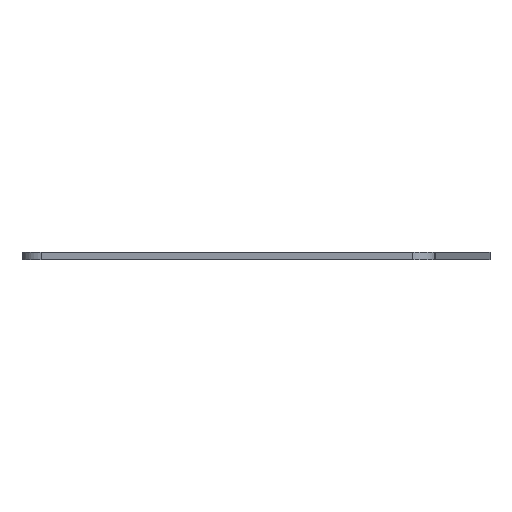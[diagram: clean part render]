
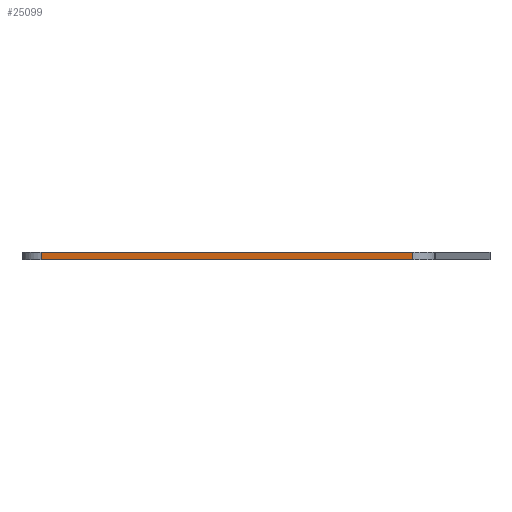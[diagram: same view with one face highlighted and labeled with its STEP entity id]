
A CAD part, left-side view. The second image highlights one B-rep face of the part: STEP entity #25099.
In plain terms, the highlighted planar face has unit normal (-0.99, 0.144, 0).
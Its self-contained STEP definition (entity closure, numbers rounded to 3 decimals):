
#83 = PLANE('',#84);
#84 = AXIS2_PLACEMENT_3D('',#85,#86,#87);
#85 = CARTESIAN_POINT('',(213.193,-128.875,1.6));
#86 = DIRECTION('',(-0.,-0.,-1.));
#87 = DIRECTION('',(-1.,0.,0.));
#137 = PLANE('',#138);
#138 = AXIS2_PLACEMENT_3D('',#139,#140,#141);
#139 = CARTESIAN_POINT('',(213.193,-128.875,0.));
#140 = DIRECTION('',(-0.,-0.,-1.));
#141 = DIRECTION('',(-1.,0.,0.));
#681 = VERTEX_POINT('',#682);
#682 = CARTESIAN_POINT('',(48.389,-164.667,0.));
#701 = CYLINDRICAL_SURFACE('',#702,5.);
#702 = AXIS2_PLACEMENT_3D('',#703,#704,#705);
#703 = CARTESIAN_POINT('',(53.389,-164.669,0.));
#704 = DIRECTION('',(-0.,-0.,-1.));
#705 = DIRECTION('',(1.,0.,-0.));
#713 = EDGE_CURVE('',#681,#714,#716,.T.);
#714 = VERTEX_POINT('',#715);
#715 = CARTESIAN_POINT('',(60.498,-81.764,0.));
#716 = SURFACE_CURVE('',#717,(#721,#728),.PCURVE_S1.);
#717 = LINE('',#718,#719);
#718 = CARTESIAN_POINT('',(48.389,-164.667,0.));
#719 = VECTOR('',#720,1.);
#720 = DIRECTION('',(0.145,0.989,0.));
#721 = PCURVE('',#137,#722);
#722 = DEFINITIONAL_REPRESENTATION('',(#723),#727);
#723 = LINE('',#724,#725);
#724 = CARTESIAN_POINT('',(164.804,-35.792));
#725 = VECTOR('',#726,1.);
#726 = DIRECTION('',(-0.145,0.989));
#727 = ( GEOMETRIC_REPRESENTATION_CONTEXT(2) 
PARAMETRIC_REPRESENTATION_CONTEXT() REPRESENTATION_CONTEXT('2D SPACE',''
  ) );
#728 = PCURVE('',#729,#734);
#729 = PLANE('',#730);
#730 = AXIS2_PLACEMENT_3D('',#731,#732,#733);
#731 = CARTESIAN_POINT('',(48.389,-164.667,0.));
#732 = DIRECTION('',(-0.989,0.145,0.));
#733 = DIRECTION('',(0.145,0.989,0.));
#734 = DEFINITIONAL_REPRESENTATION('',(#735),#739);
#735 = LINE('',#736,#737);
#736 = CARTESIAN_POINT('',(0.,0.));
#737 = VECTOR('',#738,1.);
#738 = DIRECTION('',(1.,0.));
#739 = ( GEOMETRIC_REPRESENTATION_CONTEXT(2) 
PARAMETRIC_REPRESENTATION_CONTEXT() REPRESENTATION_CONTEXT('2D SPACE',''
  ) );
#762 = CYLINDRICAL_SURFACE('',#763,5.);
#763 = AXIS2_PLACEMENT_3D('',#764,#765,#766);
#764 = CARTESIAN_POINT('',(65.44,-82.525,0.));
#765 = DIRECTION('',(-0.,-0.,-1.));
#766 = DIRECTION('',(1.,0.,-0.));
#13892 = VERTEX_POINT('',#13893);
#13893 = CARTESIAN_POINT('',(48.389,-164.667,1.6));
#13919 = EDGE_CURVE('',#13892,#13920,#13922,.T.);
#13920 = VERTEX_POINT('',#13921);
#13921 = CARTESIAN_POINT('',(60.498,-81.764,1.6));
#13922 = SURFACE_CURVE('',#13923,(#13927,#13934),.PCURVE_S1.);
#13923 = LINE('',#13924,#13925);
#13924 = CARTESIAN_POINT('',(48.389,-164.667,1.6));
#13925 = VECTOR('',#13926,1.);
#13926 = DIRECTION('',(0.145,0.989,0.));
#13927 = PCURVE('',#83,#13928);
#13928 = DEFINITIONAL_REPRESENTATION('',(#13929),#13933);
#13929 = LINE('',#13930,#13931);
#13930 = CARTESIAN_POINT('',(164.804,-35.792));
#13931 = VECTOR('',#13932,1.);
#13932 = DIRECTION('',(-0.145,0.989));
#13933 = ( GEOMETRIC_REPRESENTATION_CONTEXT(2) 
PARAMETRIC_REPRESENTATION_CONTEXT() REPRESENTATION_CONTEXT('2D SPACE',''
  ) );
#13934 = PCURVE('',#729,#13935);
#13935 = DEFINITIONAL_REPRESENTATION('',(#13936),#13940);
#13936 = LINE('',#13937,#13938);
#13937 = CARTESIAN_POINT('',(0.,-1.6));
#13938 = VECTOR('',#13939,1.);
#13939 = DIRECTION('',(1.,0.));
#13940 = ( GEOMETRIC_REPRESENTATION_CONTEXT(2) 
PARAMETRIC_REPRESENTATION_CONTEXT() REPRESENTATION_CONTEXT('2D SPACE',''
  ) );
#25051 = EDGE_CURVE('',#714,#13920,#25052,.T.);
#25052 = SURFACE_CURVE('',#25053,(#25057,#25064),.PCURVE_S1.);
#25053 = LINE('',#25054,#25055);
#25054 = CARTESIAN_POINT('',(60.498,-81.764,0.));
#25055 = VECTOR('',#25056,1.);
#25056 = DIRECTION('',(0.,0.,1.));
#25057 = PCURVE('',#762,#25058);
#25058 = DEFINITIONAL_REPRESENTATION('',(#25059),#25063);
#25059 = LINE('',#25060,#25061);
#25060 = CARTESIAN_POINT('',(-2.989,0.));
#25061 = VECTOR('',#25062,1.);
#25062 = DIRECTION('',(-0.,-1.));
#25063 = ( GEOMETRIC_REPRESENTATION_CONTEXT(2) 
PARAMETRIC_REPRESENTATION_CONTEXT() REPRESENTATION_CONTEXT('2D SPACE',''
  ) );
#25064 = PCURVE('',#729,#25065);
#25065 = DEFINITIONAL_REPRESENTATION('',(#25066),#25070);
#25066 = LINE('',#25067,#25068);
#25067 = CARTESIAN_POINT('',(83.782,0.));
#25068 = VECTOR('',#25069,1.);
#25069 = DIRECTION('',(0.,-1.));
#25070 = ( GEOMETRIC_REPRESENTATION_CONTEXT(2) 
PARAMETRIC_REPRESENTATION_CONTEXT() REPRESENTATION_CONTEXT('2D SPACE',''
  ) );
#25099 = ADVANCED_FACE('',(#25100),#729,.T.);
#25100 = FACE_BOUND('',#25101,.T.);
#25101 = EDGE_LOOP('',(#25102,#25123,#25124,#25125));
#25102 = ORIENTED_EDGE('',*,*,#25103,.T.);
#25103 = EDGE_CURVE('',#681,#13892,#25104,.T.);
#25104 = SURFACE_CURVE('',#25105,(#25109,#25116),.PCURVE_S1.);
#25105 = LINE('',#25106,#25107);
#25106 = CARTESIAN_POINT('',(48.389,-164.667,0.));
#25107 = VECTOR('',#25108,1.);
#25108 = DIRECTION('',(0.,0.,1.));
#25109 = PCURVE('',#729,#25110);
#25110 = DEFINITIONAL_REPRESENTATION('',(#25111),#25115);
#25111 = LINE('',#25112,#25113);
#25112 = CARTESIAN_POINT('',(0.,0.));
#25113 = VECTOR('',#25114,1.);
#25114 = DIRECTION('',(0.,-1.));
#25115 = ( GEOMETRIC_REPRESENTATION_CONTEXT(2) 
PARAMETRIC_REPRESENTATION_CONTEXT() REPRESENTATION_CONTEXT('2D SPACE',''
  ) );
#25116 = PCURVE('',#701,#25117);
#25117 = DEFINITIONAL_REPRESENTATION('',(#25118),#25122);
#25118 = LINE('',#25119,#25120);
#25119 = CARTESIAN_POINT('',(-3.141,0.));
#25120 = VECTOR('',#25121,1.);
#25121 = DIRECTION('',(-0.,-1.));
#25122 = ( GEOMETRIC_REPRESENTATION_CONTEXT(2) 
PARAMETRIC_REPRESENTATION_CONTEXT() REPRESENTATION_CONTEXT('2D SPACE',''
  ) );
#25123 = ORIENTED_EDGE('',*,*,#13919,.T.);
#25124 = ORIENTED_EDGE('',*,*,#25051,.F.);
#25125 = ORIENTED_EDGE('',*,*,#713,.F.);
